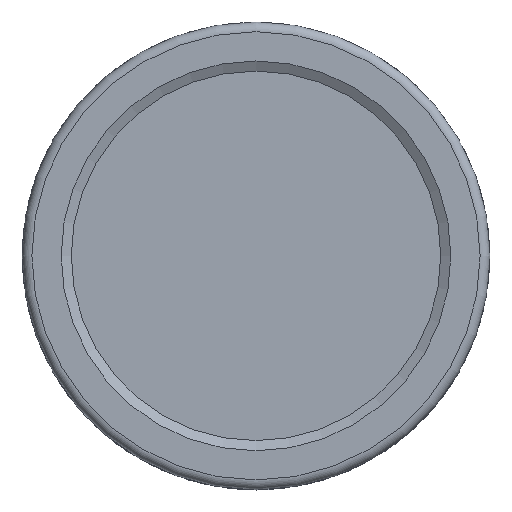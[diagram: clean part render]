
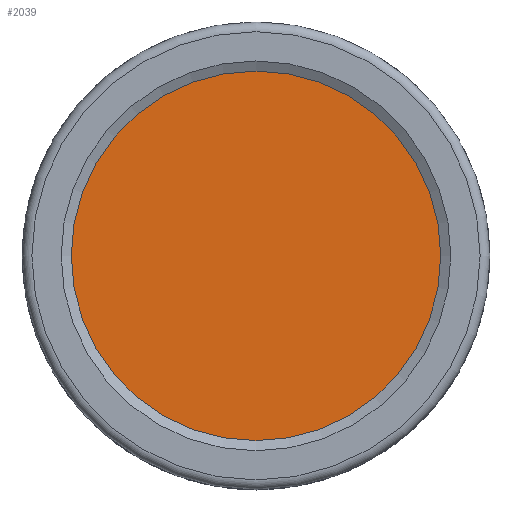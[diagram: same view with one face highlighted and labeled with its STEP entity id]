
A CAD part, top view. The second image highlights one B-rep face of the part: STEP entity #2039.
In plain terms, the highlighted planar face has unit normal (0, 0, 1).
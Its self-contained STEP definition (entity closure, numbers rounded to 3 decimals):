
#356=FACE_OUTER_BOUND('',#498,.T.);
#498=EDGE_LOOP('',(#1383));
#656=CIRCLE('',#2274,94.804);
#851=VERTEX_POINT('',#3400);
#1053=EDGE_CURVE('',#851,#851,#656,.T.);
#1383=ORIENTED_EDGE('',*,*,#1053,.F.);
#1987=PLANE('',#2275);
#2039=ADVANCED_FACE('',(#356),#1987,.F.);
#2274=AXIS2_PLACEMENT_3D('',#3401,#2643,#2644);
#2275=AXIS2_PLACEMENT_3D('',#3403,#2646,#2647);
#2643=DIRECTION('center_axis',(0.,0.,-1.));
#2644=DIRECTION('ref_axis',(-1.,0.,0.));
#2646=DIRECTION('center_axis',(0.,0.,-1.));
#2647=DIRECTION('ref_axis',(-1.,0.,0.));
#3400=CARTESIAN_POINT('',(84.804,0.923,84.));
#3401=CARTESIAN_POINT('Origin',(-10.,0.923,84.));
#3403=CARTESIAN_POINT('Origin',(-10.,0.923,84.));
